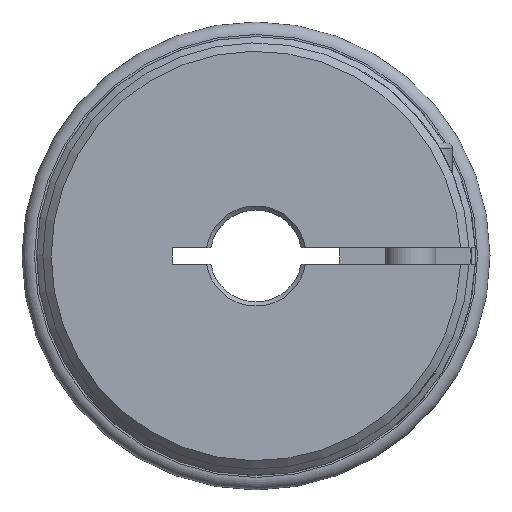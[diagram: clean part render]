
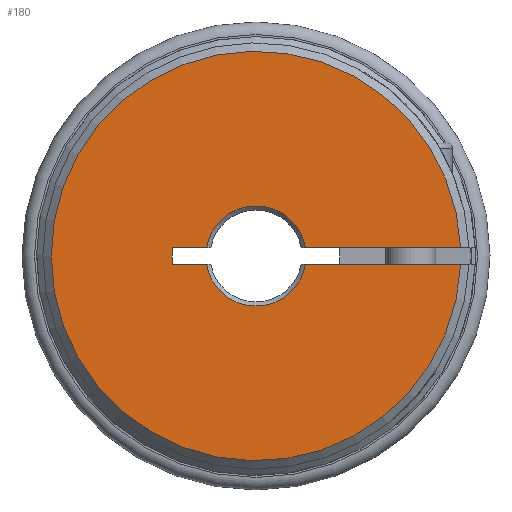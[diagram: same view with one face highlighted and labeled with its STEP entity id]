
A CAD part, left-side view. The second image highlights one B-rep face of the part: STEP entity #180.
In plain terms, the highlighted planar face has unit normal (-1, 0, 0).
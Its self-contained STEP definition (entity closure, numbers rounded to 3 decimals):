
#180 = ADVANCED_FACE( '', ( #471 ), #472, .T. );
#471 = FACE_OUTER_BOUND( '', #934, .T. );
#472 = PLANE( '', #935 );
#934 = EDGE_LOOP( '', ( #1415, #1416, #1417, #1418, #1419, #1420, #1421, #1422 ) );
#935 = AXIS2_PLACEMENT_3D( '', #1423, #1424, #1425 );
#1415 = ORIENTED_EDGE( '', *, *, #2353, .F. );
#1416 = ORIENTED_EDGE( '', *, *, #2333, .T. );
#1417 = ORIENTED_EDGE( '', *, *, #2354, .F. );
#1418 = ORIENTED_EDGE( '', *, *, #2355, .F. );
#1419 = ORIENTED_EDGE( '', *, *, #2356, .F. );
#1420 = ORIENTED_EDGE( '', *, *, #2357, .T. );
#1421 = ORIENTED_EDGE( '', *, *, #2358, .F. );
#1422 = ORIENTED_EDGE( '', *, *, #2359, .F. );
#1423 = CARTESIAN_POINT( '', ( -27.975, 0., 5. ) );
#1424 = DIRECTION( '', ( -1., 0., 0. ) );
#1425 = DIRECTION( '', ( 0., 1., 0. ) );
#2333 = EDGE_CURVE( '', #2699, #2701, #2703, .T. );
#2353 = EDGE_CURVE( '', #2699, #2735, #2736, .T. );
#2354 = EDGE_CURVE( '', #2737, #2701, #2738, .T. );
#2355 = EDGE_CURVE( '', #2739, #2737, #2740, .T. );
#2356 = EDGE_CURVE( '', #2741, #2739, #2742, .T. );
#2357 = EDGE_CURVE( '', #2741, #2743, #2744, .T. );
#2358 = EDGE_CURVE( '', #2745, #2743, #2746, .T. );
#2359 = EDGE_CURVE( '', #2735, #2745, #2747, .T. );
#2699 = VERTEX_POINT( '', #3228 );
#2701 = VERTEX_POINT( '', #3230 );
#2703 = CIRCLE( '', #3232, 6. );
#2735 = VERTEX_POINT( '', #3266 );
#2736 = LINE( '', #3267, #3268 );
#2737 = VERTEX_POINT( '', #3269 );
#2738 = LINE( '', #3270, #3271 );
#2739 = VERTEX_POINT( '', #3272 );
#2740 = CIRCLE( '', #3273, 24.5 );
#2741 = VERTEX_POINT( '', #3274 );
#2742 = LINE( '', #3275, #3276 );
#2743 = VERTEX_POINT( '', #3277 );
#2744 = CIRCLE( '', #3278, 6. );
#2745 = VERTEX_POINT( '', #3279 );
#2746 = LINE( '', #3280, #3281 );
#2747 = LINE( '', #3282, #3283 );
#3228 = CARTESIAN_POINT( '', ( -27.975, 5.916, 1. ) );
#3230 = CARTESIAN_POINT( '', ( -27.975, -5.916, 1. ) );
#3232 = AXIS2_PLACEMENT_3D( '', #4304, #4305, #4306 );
#3266 = CARTESIAN_POINT( '', ( -27.975, 10., 1. ) );
#3267 = CARTESIAN_POINT( '', ( -27.975, 0., 1. ) );
#3268 = VECTOR( '', #4339, 1000. );
#3269 = CARTESIAN_POINT( '', ( -27.975, -24.48, 1. ) );
#3270 = CARTESIAN_POINT( '', ( -27.975, 0., 1. ) );
#3271 = VECTOR( '', #4340, 1000. );
#3272 = CARTESIAN_POINT( '', ( -27.975, -24.48, -1. ) );
#3273 = AXIS2_PLACEMENT_3D( '', #4341, #4342, #4343 );
#3274 = CARTESIAN_POINT( '', ( -27.975, -5.916, -1. ) );
#3275 = CARTESIAN_POINT( '', ( -27.975, 0., -1. ) );
#3276 = VECTOR( '', #4344, 1000. );
#3277 = CARTESIAN_POINT( '', ( -27.975, 5.916, -1. ) );
#3278 = AXIS2_PLACEMENT_3D( '', #4345, #4346, #4347 );
#3279 = CARTESIAN_POINT( '', ( -27.975, 10., -1. ) );
#3280 = CARTESIAN_POINT( '', ( -27.975, 0., -1. ) );
#3281 = VECTOR( '', #4348, 1000. );
#3282 = CARTESIAN_POINT( '', ( -27.975, 10., 5. ) );
#3283 = VECTOR( '', #4349, 1000. );
#4304 = CARTESIAN_POINT( '', ( -27.975, 0., 0. ) );
#4305 = DIRECTION( '', ( 1., 0., 0. ) );
#4306 = DIRECTION( '', ( 0., -1., 0. ) );
#4339 = DIRECTION( '', ( 0., 1., 0. ) );
#4340 = DIRECTION( '', ( 0., 1., 0. ) );
#4341 = CARTESIAN_POINT( '', ( -27.975, 0., 0. ) );
#4342 = DIRECTION( '', ( 1., 0., 0. ) );
#4343 = DIRECTION( '', ( 0., 0., 1. ) );
#4344 = DIRECTION( '', ( 0., -1., 0. ) );
#4345 = CARTESIAN_POINT( '', ( -27.975, 0., 0. ) );
#4346 = DIRECTION( '', ( 1., 0., 0. ) );
#4347 = DIRECTION( '', ( 0., -1., 0. ) );
#4348 = DIRECTION( '', ( 0., -1., 0. ) );
#4349 = DIRECTION( '', ( 0., 0., -1. ) );
